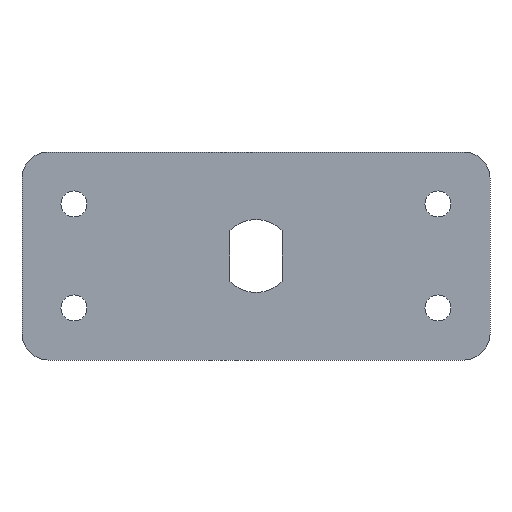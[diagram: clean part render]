
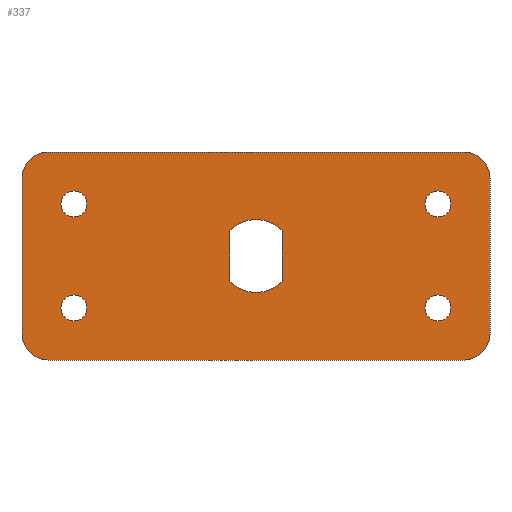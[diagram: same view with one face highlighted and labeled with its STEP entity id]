
A CAD part, front view. The second image highlights one B-rep face of the part: STEP entity #337.
In plain terms, the highlighted planar face has unit normal (0, -1, 0).
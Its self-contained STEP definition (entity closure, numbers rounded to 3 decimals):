
#20=LINE('',#524,#44);
#21=LINE('',#529,#45);
#22=LINE('',#533,#46);
#23=LINE('',#537,#47);
#24=LINE('',#540,#48);
#25=LINE('',#545,#49);
#44=VECTOR('',#427,1000.);
#45=VECTOR('',#430,1000.);
#46=VECTOR('',#433,1000.);
#47=VECTOR('',#436,1000.);
#48=VECTOR('',#439,1000.);
#49=VECTOR('',#442,1000.);
#68=PLANE('',#374);
#82=ORIENTED_EDGE('',*,*,#165,.F.);
#83=ORIENTED_EDGE('',*,*,#167,.F.);
#84=ORIENTED_EDGE('',*,*,#169,.F.);
#85=ORIENTED_EDGE('',*,*,#170,.F.);
#86=ORIENTED_EDGE('',*,*,#171,.T.);
#87=ORIENTED_EDGE('',*,*,#172,.T.);
#88=ORIENTED_EDGE('',*,*,#173,.T.);
#89=ORIENTED_EDGE('',*,*,#174,.T.);
#90=ORIENTED_EDGE('',*,*,#175,.T.);
#91=ORIENTED_EDGE('',*,*,#176,.T.);
#92=ORIENTED_EDGE('',*,*,#177,.T.);
#93=ORIENTED_EDGE('',*,*,#178,.T.);
#94=ORIENTED_EDGE('',*,*,#179,.T.);
#95=ORIENTED_EDGE('',*,*,#180,.T.);
#96=ORIENTED_EDGE('',*,*,#181,.T.);
#97=ORIENTED_EDGE('',*,*,#182,.T.);
#165=EDGE_CURVE('',#209,#209,#241,.T.);
#167=EDGE_CURVE('',#211,#211,#243,.T.);
#169=EDGE_CURVE('',#213,#213,#245,.T.);
#170=EDGE_CURVE('',#214,#214,#246,.T.);
#171=EDGE_CURVE('',#215,#216,#20,.T.);
#172=EDGE_CURVE('',#216,#217,#247,.T.);
#173=EDGE_CURVE('',#217,#218,#21,.T.);
#174=EDGE_CURVE('',#218,#219,#248,.T.);
#175=EDGE_CURVE('',#219,#220,#22,.T.);
#176=EDGE_CURVE('',#220,#221,#249,.T.);
#177=EDGE_CURVE('',#221,#222,#23,.T.);
#178=EDGE_CURVE('',#222,#215,#250,.T.);
#179=EDGE_CURVE('',#223,#224,#24,.T.);
#180=EDGE_CURVE('',#224,#225,#251,.T.);
#181=EDGE_CURVE('',#225,#226,#25,.T.);
#182=EDGE_CURVE('',#226,#223,#252,.T.);
#209=VERTEX_POINT('',#510);
#211=VERTEX_POINT('',#515);
#213=VERTEX_POINT('',#520);
#214=VERTEX_POINT('',#523);
#215=VERTEX_POINT('',#525);
#216=VERTEX_POINT('',#526);
#217=VERTEX_POINT('',#528);
#218=VERTEX_POINT('',#530);
#219=VERTEX_POINT('',#532);
#220=VERTEX_POINT('',#534);
#221=VERTEX_POINT('',#536);
#222=VERTEX_POINT('',#538);
#223=VERTEX_POINT('',#541);
#224=VERTEX_POINT('',#542);
#225=VERTEX_POINT('',#544);
#226=VERTEX_POINT('',#546);
#241=CIRCLE('',#367,2.5);
#243=CIRCLE('',#370,2.5);
#245=CIRCLE('',#373,2.5);
#246=CIRCLE('',#375,2.5);
#247=CIRCLE('',#376,5.);
#248=CIRCLE('',#377,5.);
#249=CIRCLE('',#378,5.);
#250=CIRCLE('',#379,5.);
#251=CIRCLE('',#380,7.);
#252=CIRCLE('',#381,7.);
#266=EDGE_LOOP('',(#82));
#267=EDGE_LOOP('',(#83));
#268=EDGE_LOOP('',(#84));
#269=EDGE_LOOP('',(#85));
#270=EDGE_LOOP('',(#86,#87,#88,#89,#90,#91,#92,#93));
#271=EDGE_LOOP('',(#94,#95,#96,#97));
#298=FACE_BOUND('',#266,.T.);
#299=FACE_BOUND('',#267,.T.);
#300=FACE_BOUND('',#268,.T.);
#301=FACE_BOUND('',#269,.T.);
#302=FACE_BOUND('',#270,.T.);
#303=FACE_BOUND('',#271,.T.);
#337=ADVANCED_FACE('',(#298,#299,#300,#301,#302,#303),#68,.T.);
#367=AXIS2_PLACEMENT_3D('',#509,#409,#410);
#370=AXIS2_PLACEMENT_3D('',#514,#415,#416);
#373=AXIS2_PLACEMENT_3D('',#519,#421,#422);
#374=AXIS2_PLACEMENT_3D('',#521,#423,#424);
#375=AXIS2_PLACEMENT_3D('',#522,#425,#426);
#376=AXIS2_PLACEMENT_3D('',#527,#428,#429);
#377=AXIS2_PLACEMENT_3D('',#531,#431,#432);
#378=AXIS2_PLACEMENT_3D('',#535,#434,#435);
#379=AXIS2_PLACEMENT_3D('',#539,#437,#438);
#380=AXIS2_PLACEMENT_3D('',#543,#440,#441);
#381=AXIS2_PLACEMENT_3D('',#547,#443,#444);
#409=DIRECTION('',(0.,-1.,0.));
#410=DIRECTION('',(1.,0.,0.));
#415=DIRECTION('',(0.,-1.,0.));
#416=DIRECTION('',(1.,0.,0.));
#421=DIRECTION('',(0.,-1.,0.));
#422=DIRECTION('',(1.,0.,0.));
#423=DIRECTION('',(0.,-1.,0.));
#424=DIRECTION('',(0.,0.,-1.));
#425=DIRECTION('',(0.,-1.,0.));
#426=DIRECTION('',(1.,0.,0.));
#427=DIRECTION('',(0.,0.,-1.));
#428=DIRECTION('',(0.,-1.,0.));
#429=DIRECTION('',(0.,0.,-1.));
#430=DIRECTION('',(1.,0.,0.));
#431=DIRECTION('',(0.,-1.,0.));
#432=DIRECTION('',(0.,0.,-1.));
#433=DIRECTION('',(0.,0.,1.));
#434=DIRECTION('',(0.,-1.,0.));
#435=DIRECTION('',(0.,0.,-1.));
#436=DIRECTION('',(-1.,0.,0.));
#437=DIRECTION('',(0.,-1.,0.));
#438=DIRECTION('',(0.,0.,-1.));
#439=DIRECTION('',(0.,0.,1.));
#440=DIRECTION('',(0.,1.,0.));
#441=DIRECTION('',(1.,0.,0.));
#442=DIRECTION('',(0.,0.,-1.));
#443=DIRECTION('',(0.,1.,0.));
#444=DIRECTION('',(1.,0.,0.));
#509=CARTESIAN_POINT('',(35.,-9.,-10.));
#510=CARTESIAN_POINT('',(37.5,-9.,-10.));
#514=CARTESIAN_POINT('',(35.,-9.,10.));
#515=CARTESIAN_POINT('',(37.5,-9.,10.));
#519=CARTESIAN_POINT('',(-35.,-9.,-10.));
#520=CARTESIAN_POINT('',(-32.5,-9.,-10.));
#521=CARTESIAN_POINT('',(0.,-9.,0.));
#522=CARTESIAN_POINT('',(-35.,-9.,10.));
#523=CARTESIAN_POINT('',(-32.5,-9.,10.));
#524=CARTESIAN_POINT('',(-45.,-9.,20.));
#525=CARTESIAN_POINT('',(-45.,-9.,15.));
#526=CARTESIAN_POINT('',(-45.,-9.,-15.));
#527=CARTESIAN_POINT('',(-40.,-9.,-15.));
#528=CARTESIAN_POINT('',(-40.,-9.,-20.));
#529=CARTESIAN_POINT('',(-45.,-9.,-20.));
#530=CARTESIAN_POINT('',(40.,-9.,-20.));
#531=CARTESIAN_POINT('',(40.,-9.,-15.));
#532=CARTESIAN_POINT('',(45.,-9.,-15.));
#533=CARTESIAN_POINT('',(45.,-9.,-20.));
#534=CARTESIAN_POINT('',(45.,-9.,15.));
#535=CARTESIAN_POINT('',(40.,-9.,15.));
#536=CARTESIAN_POINT('',(40.,-9.,20.));
#537=CARTESIAN_POINT('',(45.,-9.,20.));
#538=CARTESIAN_POINT('',(-40.,-9.,20.));
#539=CARTESIAN_POINT('',(-40.,-9.,15.));
#540=CARTESIAN_POINT('',(-5.,-9.,-4.899));
#541=CARTESIAN_POINT('',(-5.,-9.,-4.899));
#542=CARTESIAN_POINT('',(-5.,-9.,4.899));
#543=CARTESIAN_POINT('',(0.,-9.,0.));
#544=CARTESIAN_POINT('',(5.,-9.,4.899));
#545=CARTESIAN_POINT('',(5.,-9.,4.899));
#546=CARTESIAN_POINT('',(5.,-9.,-4.899));
#547=CARTESIAN_POINT('',(0.,-9.,0.));
